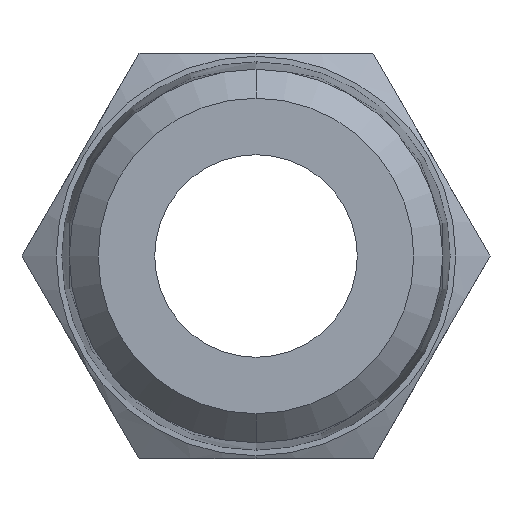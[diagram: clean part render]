
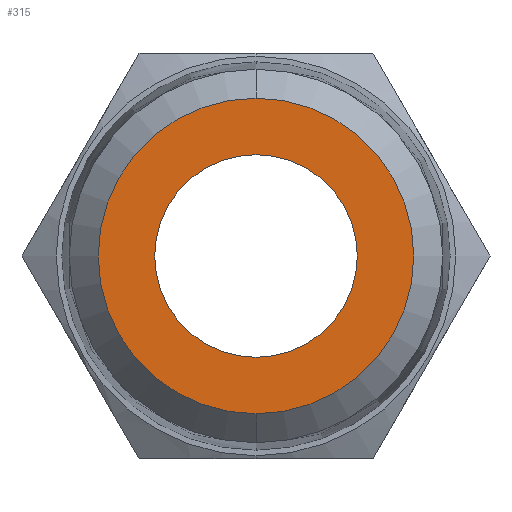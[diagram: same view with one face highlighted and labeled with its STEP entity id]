
A CAD part, front view. The second image highlights one B-rep face of the part: STEP entity #315.
In plain terms, the highlighted planar face has unit normal (0, -1, 0).
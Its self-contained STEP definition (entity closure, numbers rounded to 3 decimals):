
#175 = EDGE_LOOP ( 'NONE', ( #1296, #1294 ) ) ;
#177 = EDGE_LOOP ( 'NONE', ( #1297, #1292 ) ) ;
#315 = ADVANCED_FACE ( 'NONE', ( #694, #695 ), #1111, .T. ) ;
#335 = EDGE_CURVE ( 'NONE', #1191, #1192, #1361, .T. ) ;
#339 = EDGE_CURVE ( 'NONE', #1195, #1196, #1304, .T. ) ;
#611 = CARTESIAN_POINT ( 'NONE',  ( 0., 0., 0. ) ) ;
#612 = DIRECTION ( 'NONE',  ( 0., -1., 0. ) ) ;
#613 = DIRECTION ( 'NONE',  ( 0., 0., -1. ) ) ;
#614 = CARTESIAN_POINT ( 'NONE',  ( 0., 0., 0. ) ) ;
#615 = DIRECTION ( 'NONE',  ( 0., -1., 0. ) ) ;
#616 = DIRECTION ( 'NONE',  ( 0., 0., -1. ) ) ;
#694 = FACE_OUTER_BOUND ( 'NONE', #175, .T. ) ;
#695 = FACE_BOUND ( 'NONE', #177, .T. ) ;
#877 = CARTESIAN_POINT ( 'NONE',  ( 0., 0., 0. ) ) ;
#878 = DIRECTION ( 'NONE',  ( 0., -1., 0. ) ) ;
#879 = DIRECTION ( 'NONE',  ( 0., 0., -1. ) ) ;
#887 = CARTESIAN_POINT ( 'NONE',  ( 0., 0., 0. ) ) ;
#888 = DIRECTION ( 'NONE',  ( 0., -1., 0. ) ) ;
#889 = DIRECTION ( 'NONE',  ( 0., 0., -1. ) ) ;
#1029 = CARTESIAN_POINT ( 'NONE',  ( 0., 0., -5.45 ) ) ;
#1030 = CARTESIAN_POINT ( 'NONE',  ( 0., 0., 5.45 ) ) ;
#1033 = CARTESIAN_POINT ( 'NONE',  ( 0., 0., 3.5 ) ) ;
#1034 = CARTESIAN_POINT ( 'NONE',  ( 0., 0., -3.5 ) ) ;
#1111 = PLANE ( 'NONE',  #1132 ) ;
#1132 = AXIS2_PLACEMENT_3D ( 'NONE', #1157, #1156, #1152 ) ;
#1152 = DIRECTION ( 'NONE',  ( 0., 0., -1. ) ) ;
#1156 = DIRECTION ( 'NONE',  ( 0., -1., 0. ) ) ;
#1157 = CARTESIAN_POINT ( 'NONE',  ( 6.9, 0., 0. ) ) ;
#1191 = VERTEX_POINT ( 'NONE', #1029 ) ;
#1192 = VERTEX_POINT ( 'NONE', #1030 ) ;
#1195 = VERTEX_POINT ( 'NONE', #1033 ) ;
#1196 = VERTEX_POINT ( 'NONE', #1034 ) ;
#1292 = ORIENTED_EDGE ( 'NONE', *, *, #339, .F. ) ;
#1294 = ORIENTED_EDGE ( 'NONE', *, *, #335, .T. ) ;
#1296 = ORIENTED_EDGE ( 'NONE', *, *, #1469, .T. ) ;
#1297 = ORIENTED_EDGE ( 'NONE', *, *, #1470, .F. ) ;
#1303 = AXIS2_PLACEMENT_3D ( 'NONE', #887, #888, #889 ) ;
#1304 = CIRCLE ( 'NONE', #1303, 3.5 ) ;
#1357 = AXIS2_PLACEMENT_3D ( 'NONE', #877, #878, #879 ) ;
#1361 = CIRCLE ( 'NONE', #1357, 5.45 ) ;
#1469 = EDGE_CURVE ( 'NONE', #1192, #1191, #1569, .T. ) ;
#1470 = EDGE_CURVE ( 'NONE', #1196, #1195, #1567, .T. ) ;
#1567 = CIRCLE ( 'NONE', #1573, 3.5 ) ;
#1569 = CIRCLE ( 'NONE', #1571, 5.45 ) ;
#1571 = AXIS2_PLACEMENT_3D ( 'NONE', #611, #612, #613 ) ;
#1573 = AXIS2_PLACEMENT_3D ( 'NONE', #614, #615, #616 ) ;
